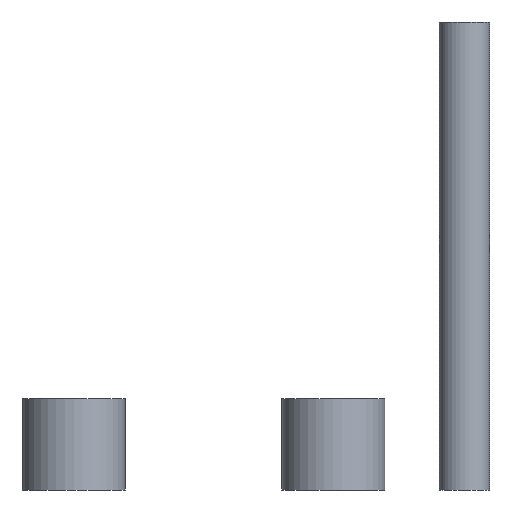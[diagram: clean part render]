
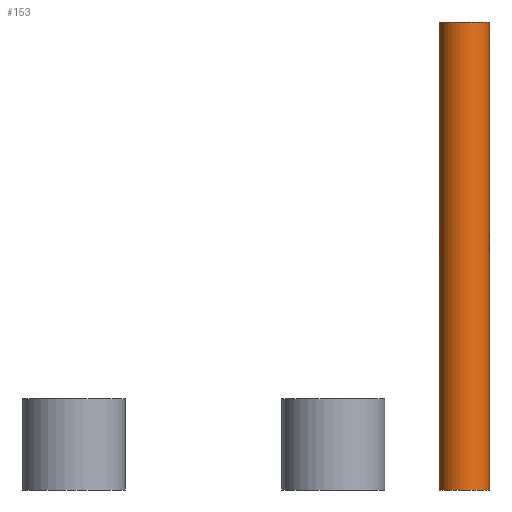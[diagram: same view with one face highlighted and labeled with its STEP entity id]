
A CAD part, front view. The second image highlights one B-rep face of the part: STEP entity #153.
In plain terms, the highlighted cylindrical face has radius 2.2 mm (diameter 4.4 mm), a full revolution.
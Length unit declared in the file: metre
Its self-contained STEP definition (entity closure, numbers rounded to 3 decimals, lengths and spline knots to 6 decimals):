
#47=ORIENTED_EDGE('',*,*,#61,.F.);
#48=ORIENTED_EDGE('',*,*,#62,.T.);
#61=EDGE_CURVE('',#73,#73,#85,.T.);
#62=EDGE_CURVE('',#74,#74,#86,.T.);
#73=VERTEX_POINT('',#332);
#74=VERTEX_POINT('',#334);
#85=CIRCLE('',#228,0.0022);
#86=CIRCLE('',#229,0.0022);
#107=EDGE_LOOP('',(#47));
#108=EDGE_LOOP('',(#48));
#131=FACE_BOUND('',#107,.T.);
#132=FACE_BOUND('',#108,.T.);
#140=CYLINDRICAL_SURFACE('',#227,0.0022);
#153=ADVANCED_FACE('',(#131,#132),#140,.T.);
#227=AXIS2_PLACEMENT_3D('',#330,#284,#285);
#228=AXIS2_PLACEMENT_3D('',#331,#286,#287);
#229=AXIS2_PLACEMENT_3D('',#333,#288,#289);
#284=DIRECTION('',(0.,0.,-1.));
#285=DIRECTION('',(-1.,0.,0.));
#286=DIRECTION('',(0.,0.,1.));
#287=DIRECTION('',(1.,0.,0.));
#288=DIRECTION('',(0.,0.,1.));
#289=DIRECTION('',(1.,0.,0.));
#330=CARTESIAN_POINT('',(0.,0.,0.041));
#331=CARTESIAN_POINT('',(0.,0.,0.041));
#332=CARTESIAN_POINT('',(0.0022,0.,0.041));
#333=CARTESIAN_POINT('',(0.,0.,0.));
#334=CARTESIAN_POINT('',(0.0022,0.,0.));
